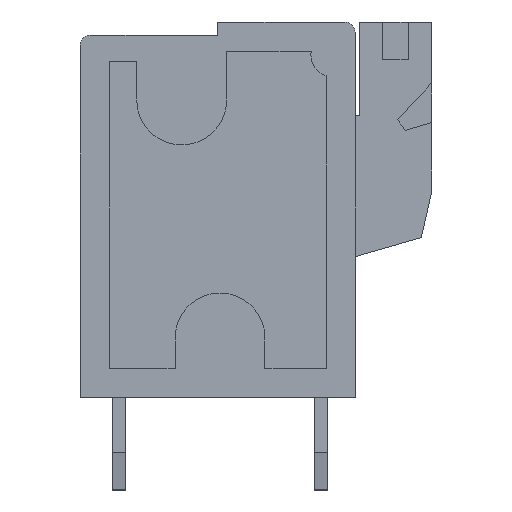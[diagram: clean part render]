
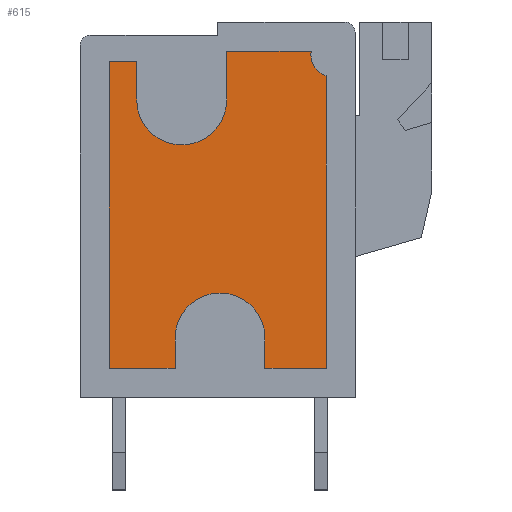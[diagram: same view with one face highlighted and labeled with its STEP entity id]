
A CAD part, left-side view. The second image highlights one B-rep face of the part: STEP entity #615.
In plain terms, the highlighted face is planar.
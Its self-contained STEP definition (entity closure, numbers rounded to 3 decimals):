
#615 = ADVANCED_FACE( '', ( #1215 ), #1216, .T. );
#1215 = FACE_OUTER_BOUND( '', #1842, .T. );
#1216 = PLANE( '', #1843 );
#1842 = EDGE_LOOP( '', ( #3200, #3201, #3202, #3203, #3204, #3205, #3206, #3207, #3208, #3209, #3210, #3211, #3212 ) );
#1843 = AXIS2_PLACEMENT_3D( '', #3213, #3214, #3215 );
#3200 = ORIENTED_EDGE( '', *, *, #3962, .F. );
#3201 = ORIENTED_EDGE( '', *, *, #4334, .F. );
#3202 = ORIENTED_EDGE( '', *, *, #4016, .F. );
#3203 = ORIENTED_EDGE( '', *, *, #4108, .F. );
#3204 = ORIENTED_EDGE( '', *, *, #4210, .F. );
#3205 = ORIENTED_EDGE( '', *, *, #4335, .F. );
#3206 = ORIENTED_EDGE( '', *, *, #3952, .F. );
#3207 = ORIENTED_EDGE( '', *, *, #4204, .F. );
#3208 = ORIENTED_EDGE( '', *, *, #4305, .F. );
#3209 = ORIENTED_EDGE( '', *, *, #4249, .F. );
#3210 = ORIENTED_EDGE( '', *, *, #3904, .F. );
#3211 = ORIENTED_EDGE( '', *, *, #4336, .F. );
#3212 = ORIENTED_EDGE( '', *, *, #4164, .F. );
#3213 = CARTESIAN_POINT( '', ( 0.54, -1.361, 4.15 ) );
#3214 = DIRECTION( '', ( 1., 0., 0. ) );
#3215 = DIRECTION( '', ( 0., 0., -1. ) );
#3904 = EDGE_CURVE( '', #4674, #4676, #4677, .T. );
#3952 = EDGE_CURVE( '', #4753, #4755, #4756, .T. );
#3962 = EDGE_CURVE( '', #4767, #4769, #4770, .T. );
#4016 = EDGE_CURVE( '', #4855, #4857, #4858, .T. );
#4108 = EDGE_CURVE( '', #5005, #4855, #5007, .T. );
#4164 = EDGE_CURVE( '', #4769, #5088, #5089, .T. );
#4204 = EDGE_CURVE( '', #5145, #4753, #5147, .T. );
#4210 = EDGE_CURVE( '', #5153, #5005, #5155, .T. );
#4249 = EDGE_CURVE( '', #4676, #5209, #5210, .T. );
#4305 = EDGE_CURVE( '', #5209, #5145, #5278, .T. );
#4334 = EDGE_CURVE( '', #4857, #4767, #5317, .T. );
#4335 = EDGE_CURVE( '', #4755, #5153, #5318, .T. );
#4336 = EDGE_CURVE( '', #5088, #4674, #5319, .T. );
#4674 = VERTEX_POINT( '', #5762 );
#4676 = VERTEX_POINT( '', #5765 );
#4677 = CIRCLE( '', #5766, 1.7 );
#4753 = VERTEX_POINT( '', #5873 );
#4755 = VERTEX_POINT( '', #5876 );
#4756 = LINE( '', #5877, #5878 );
#4767 = VERTEX_POINT( '', #5894 );
#4769 = VERTEX_POINT( '', #5897 );
#4770 = LINE( '', #5898, #5899 );
#4855 = VERTEX_POINT( '', #6022 );
#4857 = VERTEX_POINT( '', #6025 );
#4858 = LINE( '', #6026, #6027 );
#5005 = VERTEX_POINT( '', #6230 );
#5007 = CIRCLE( '', #6233, 1.7 );
#5088 = VERTEX_POINT( '', #6349 );
#5089 = LINE( '', #6350, #6351 );
#5145 = VERTEX_POINT( '', #6433 );
#5147 = CIRCLE( '', #6436, 0.825 );
#5153 = VERTEX_POINT( '', #6444 );
#5155 = LINE( '', #6447, #6448 );
#5209 = VERTEX_POINT( '', #6527 );
#5210 = LINE( '', #6528, #6529 );
#5278 = LINE( '', #6630, #6631 );
#5317 = LINE( '', #6690, #6691 );
#5318 = LINE( '', #6692, #6693 );
#5319 = LINE( '', #6694, #6695 );
#5762 = CARTESIAN_POINT( '', ( 0.54, -3.061, 4.15 ) );
#5765 = CARTESIAN_POINT( '', ( 0.54, 0.339, 4.15 ) );
#5766 = AXIS2_PLACEMENT_3D( '', #7014, #7015, #7016 );
#5873 = CARTESIAN_POINT( '', ( 0.54, 4.1, 5.064 ) );
#5876 = CARTESIAN_POINT( '', ( 0.54, 4.1, -6. ) );
#5877 = CARTESIAN_POINT( '', ( 0.54, 4.1, 5.064 ) );
#5878 = VECTOR( '', #7058, 1000. );
#5894 = CARTESIAN_POINT( '', ( 0.54, -4.1, -6. ) );
#5897 = CARTESIAN_POINT( '', ( 0.54, -4.1, 5.6 ) );
#5898 = CARTESIAN_POINT( '', ( 0.54, -4.1, -6. ) );
#5899 = VECTOR( '', #7068, 1000. );
#6022 = CARTESIAN_POINT( '', ( 0.54, -1.61, -4.85 ) );
#6025 = CARTESIAN_POINT( '', ( 0.54, -1.61, -6. ) );
#6026 = CARTESIAN_POINT( '', ( 0.54, -1.61, -4.85 ) );
#6027 = VECTOR( '', #7111, 1000. );
#6230 = CARTESIAN_POINT( '', ( 0.54, 1.79, -4.85 ) );
#6233 = AXIS2_PLACEMENT_3D( '', #7229, #7230, #7231 );
#6349 = CARTESIAN_POINT( '', ( 0.54, -3.061, 5.6 ) );
#6350 = CARTESIAN_POINT( '', ( 0.54, -4.1, 5.6 ) );
#6351 = VECTOR( '', #7288, 1000. );
#6433 = CARTESIAN_POINT( '', ( 0.54, 3.539, 6. ) );
#6436 = AXIS2_PLACEMENT_3D( '', #7325, #7326, #7327 );
#6444 = CARTESIAN_POINT( '', ( 0.54, 1.79, -6. ) );
#6447 = CARTESIAN_POINT( '', ( 0.54, 1.79, -6. ) );
#6448 = VECTOR( '', #7331, 1000. );
#6527 = CARTESIAN_POINT( '', ( 0.54, 0.339, 6. ) );
#6528 = CARTESIAN_POINT( '', ( 0.54, 0.339, 4.15 ) );
#6529 = VECTOR( '', #7363, 1000. );
#6630 = CARTESIAN_POINT( '', ( 0.54, 0.339, 6. ) );
#6631 = VECTOR( '', #7403, 1000. );
#6690 = CARTESIAN_POINT( '', ( 0.54, -1.61, -6. ) );
#6691 = VECTOR( '', #7430, 1000. );
#6692 = CARTESIAN_POINT( '', ( 0.54, 4.1, -6. ) );
#6693 = VECTOR( '', #7431, 1000. );
#6694 = CARTESIAN_POINT( '', ( 0.54, -3.061, 5.6 ) );
#6695 = VECTOR( '', #7432, 1000. );
#7014 = CARTESIAN_POINT( '', ( 0.54, -1.361, 4.15 ) );
#7015 = DIRECTION( '', ( 1., 0., 0. ) );
#7016 = DIRECTION( '', ( 0., -1., 0. ) );
#7058 = DIRECTION( '', ( 0., 0., -1. ) );
#7068 = DIRECTION( '', ( 0., 0., 1. ) );
#7111 = DIRECTION( '', ( 0., 0., -1. ) );
#7229 = CARTESIAN_POINT( '', ( 0.54, 0.09, -4.85 ) );
#7230 = DIRECTION( '', ( 1., 0., 0. ) );
#7231 = DIRECTION( '', ( 0., 1., 0. ) );
#7288 = DIRECTION( '', ( 0., 1., 0. ) );
#7325 = CARTESIAN_POINT( '', ( 0.54, 4.35, 5.85 ) );
#7326 = DIRECTION( '', ( 1., 0., 0. ) );
#7327 = DIRECTION( '', ( 0., 1., 0. ) );
#7331 = DIRECTION( '', ( 0., 0., 1. ) );
#7363 = DIRECTION( '', ( 0., 0., 1. ) );
#7403 = DIRECTION( '', ( 0., 1., 0. ) );
#7430 = DIRECTION( '', ( 0., -1., 0. ) );
#7431 = DIRECTION( '', ( 0., -1., 0. ) );
#7432 = DIRECTION( '', ( 0., 0., -1. ) );
